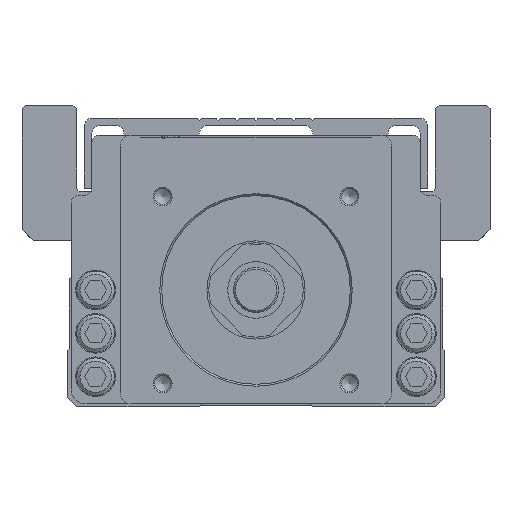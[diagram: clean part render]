
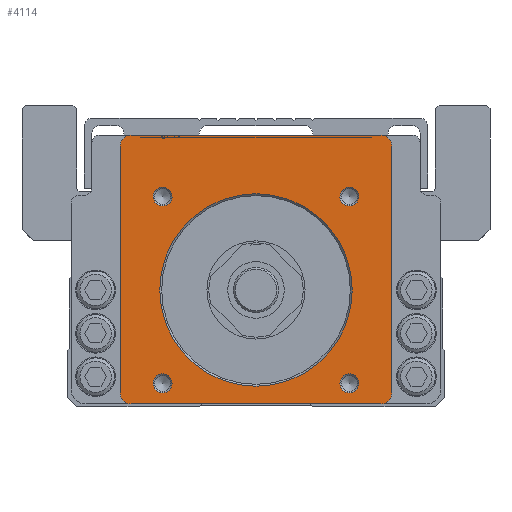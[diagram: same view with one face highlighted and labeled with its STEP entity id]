
A CAD part, front view. The second image highlights one B-rep face of the part: STEP entity #4114.
In plain terms, the highlighted planar face has unit normal (0, -1, 0).
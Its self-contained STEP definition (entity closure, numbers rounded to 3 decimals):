
#1566=FACE_BOUND('',#9029,.T.);
#1567=FACE_BOUND('',#9030,.T.);
#1568=FACE_BOUND('',#9031,.T.);
#1569=FACE_BOUND('',#9032,.T.);
#1570=FACE_BOUND('',#9033,.T.);
#1571=FACE_BOUND('',#9034,.T.);
#2517=CIRCLE('',#34066,25.5);
#2619=CIRCLE('',#34464,3.);
#2621=CIRCLE('',#34467,3.);
#2649=CIRCLE('',#34524,2.5);
#2652=CIRCLE('',#34530,2.5);
#2655=CIRCLE('',#34536,2.5);
#2658=CIRCLE('',#34542,2.5);
#2661=CIRCLE('',#34549,3.);
#2662=CIRCLE('',#34550,3.);
#4114=ADVANCED_FACE('',(#1566,#1567,#1568,#1569,#1570,#1571),#5694,.T.);
#5694=PLANE('',#34551);
#9029=EDGE_LOOP('',(#14841));
#9030=EDGE_LOOP('',(#14842));
#9031=EDGE_LOOP('',(#14843));
#9032=EDGE_LOOP('',(#14844));
#9033=EDGE_LOOP('',(#14845));
#9034=EDGE_LOOP('',(#14846,#14847,#14848,#14849,#14850,#14851,#14852,#14853));
#14841=ORIENTED_EDGE('',*,*,#23624,.T.);
#14842=ORIENTED_EDGE('',*,*,#24448,.T.);
#14843=ORIENTED_EDGE('',*,*,#24451,.T.);
#14844=ORIENTED_EDGE('',*,*,#24454,.T.);
#14845=ORIENTED_EDGE('',*,*,#24457,.T.);
#14846=ORIENTED_EDGE('',*,*,#24460,.T.);
#14847=ORIENTED_EDGE('',*,*,#24358,.T.);
#14848=ORIENTED_EDGE('',*,*,#24461,.T.);
#14849=ORIENTED_EDGE('',*,*,#24462,.T.);
#14850=ORIENTED_EDGE('',*,*,#24463,.T.);
#14851=ORIENTED_EDGE('',*,*,#24464,.T.);
#14852=ORIENTED_EDGE('',*,*,#24465,.T.);
#14853=ORIENTED_EDGE('',*,*,#24354,.T.);
#20103=VERTEX_POINT('',#48869);
#20608=VERTEX_POINT('',#50981);
#20609=VERTEX_POINT('',#50983);
#20612=VERTEX_POINT('',#50990);
#20613=VERTEX_POINT('',#50992);
#20685=VERTEX_POINT('',#51244);
#20689=VERTEX_POINT('',#51254);
#20693=VERTEX_POINT('',#51264);
#20697=VERTEX_POINT('',#51274);
#20701=VERTEX_POINT('',#51286);
#20702=VERTEX_POINT('',#51288);
#20703=VERTEX_POINT('',#51290);
#20704=VERTEX_POINT('',#51292);
#23624=EDGE_CURVE('',#20103,#20103,#2517,.T.);
#24354=EDGE_CURVE('',#20609,#20608,#2619,.T.);
#24358=EDGE_CURVE('',#20613,#20612,#2621,.T.);
#24448=EDGE_CURVE('',#20685,#20685,#2649,.T.);
#24451=EDGE_CURVE('',#20689,#20689,#2652,.T.);
#24454=EDGE_CURVE('',#20693,#20693,#2655,.T.);
#24457=EDGE_CURVE('',#20697,#20697,#2658,.T.);
#24460=EDGE_CURVE('',#20608,#20613,#28202,.T.);
#24461=EDGE_CURVE('',#20612,#20701,#28203,.T.);
#24462=EDGE_CURVE('',#20701,#20702,#2661,.T.);
#24463=EDGE_CURVE('',#20702,#20703,#28204,.T.);
#24464=EDGE_CURVE('',#20703,#20704,#2662,.T.);
#24465=EDGE_CURVE('',#20704,#20609,#28205,.T.);
#28202=LINE('',#51284,#31499);
#28203=LINE('',#51285,#31500);
#28204=LINE('',#51289,#31501);
#28205=LINE('',#51293,#31502);
#31499=VECTOR('',#40743,1.);
#31500=VECTOR('',#40744,1.);
#31501=VECTOR('',#40747,1.);
#31502=VECTOR('',#40750,1.);
#34066=AXIS2_PLACEMENT_3D('',#48868,#39120,#39121);
#34464=AXIS2_PLACEMENT_3D('',#50982,#40520,#40521);
#34467=AXIS2_PLACEMENT_3D('',#50991,#40528,#40529);
#34524=AXIS2_PLACEMENT_3D('',#51243,#40693,#40694);
#34530=AXIS2_PLACEMENT_3D('',#51253,#40705,#40706);
#34536=AXIS2_PLACEMENT_3D('',#51263,#40717,#40718);
#34542=AXIS2_PLACEMENT_3D('',#51273,#40729,#40730);
#34549=AXIS2_PLACEMENT_3D('',#51287,#40745,#40746);
#34550=AXIS2_PLACEMENT_3D('',#51291,#40748,#40749);
#34551=AXIS2_PLACEMENT_3D('',#51294,#40751,#40752);
#39120=DIRECTION('',(0.,1.,0.));
#39121=DIRECTION('',(0.,0.,-1.));
#40520=DIRECTION('',(0.,-1.,0.));
#40521=DIRECTION('',(0.,0.,-1.));
#40528=DIRECTION('',(0.,-1.,0.));
#40529=DIRECTION('',(0.,0.,-1.));
#40693=DIRECTION('',(0.,1.,0.));
#40694=DIRECTION('',(0.,0.,-1.));
#40705=DIRECTION('',(0.,1.,0.));
#40706=DIRECTION('',(0.,0.,-1.));
#40717=DIRECTION('',(0.,1.,0.));
#40718=DIRECTION('',(0.,0.,-1.));
#40729=DIRECTION('',(0.,1.,0.));
#40730=DIRECTION('',(0.,0.,-1.));
#40743=DIRECTION('',(1.,0.,0.));
#40744=DIRECTION('',(0.,0.,1.));
#40745=DIRECTION('',(0.,-1.,0.));
#40746=DIRECTION('',(0.,0.,-1.));
#40747=DIRECTION('',(-1.,0.,0.));
#40748=DIRECTION('',(0.,-1.,0.));
#40749=DIRECTION('',(0.,0.,-1.));
#40750=DIRECTION('',(0.,0.,-1.));
#40751=DIRECTION('',(0.,-1.,0.));
#40752=DIRECTION('',(0.,0.,1.));
#48868=CARTESIAN_POINT('',(0.,-299.9,-24.));
#48869=CARTESIAN_POINT('',(0.,-299.9,-49.5));
#50981=CARTESIAN_POINT('',(-33.,-299.9,-54.2));
#50982=CARTESIAN_POINT('',(-33.,-299.9,-51.2));
#50983=CARTESIAN_POINT('',(-36.,-299.9,-51.2));
#50990=CARTESIAN_POINT('',(36.,-299.9,-51.2));
#50991=CARTESIAN_POINT('',(33.,-299.9,-51.2));
#50992=CARTESIAN_POINT('',(33.,-299.9,-54.2));
#51243=CARTESIAN_POINT('',(-24.749,-299.9,-48.749));
#51244=CARTESIAN_POINT('',(-24.749,-299.9,-51.249));
#51253=CARTESIAN_POINT('',(-24.749,-299.9,0.749));
#51254=CARTESIAN_POINT('',(-24.749,-299.9,-1.751));
#51263=CARTESIAN_POINT('',(24.749,-299.9,0.749));
#51264=CARTESIAN_POINT('',(24.749,-299.9,-1.751));
#51273=CARTESIAN_POINT('',(24.749,-299.9,-48.749));
#51274=CARTESIAN_POINT('',(24.749,-299.9,-51.249));
#51284=CARTESIAN_POINT('',(-49.,-299.9,-54.2));
#51285=CARTESIAN_POINT('',(36.,-299.9,-54.5));
#51286=CARTESIAN_POINT('',(36.,-299.9,14.));
#51287=CARTESIAN_POINT('',(33.,-299.9,14.));
#51288=CARTESIAN_POINT('',(33.,-299.9,17.));
#51289=CARTESIAN_POINT('',(33.,-299.9,17.));
#51290=CARTESIAN_POINT('',(-33.,-299.9,17.));
#51291=CARTESIAN_POINT('',(-33.,-299.9,14.));
#51292=CARTESIAN_POINT('',(-36.,-299.9,14.));
#51293=CARTESIAN_POINT('',(-36.,-299.9,12.));
#51294=CARTESIAN_POINT('',(-33.,-299.9,12.));
